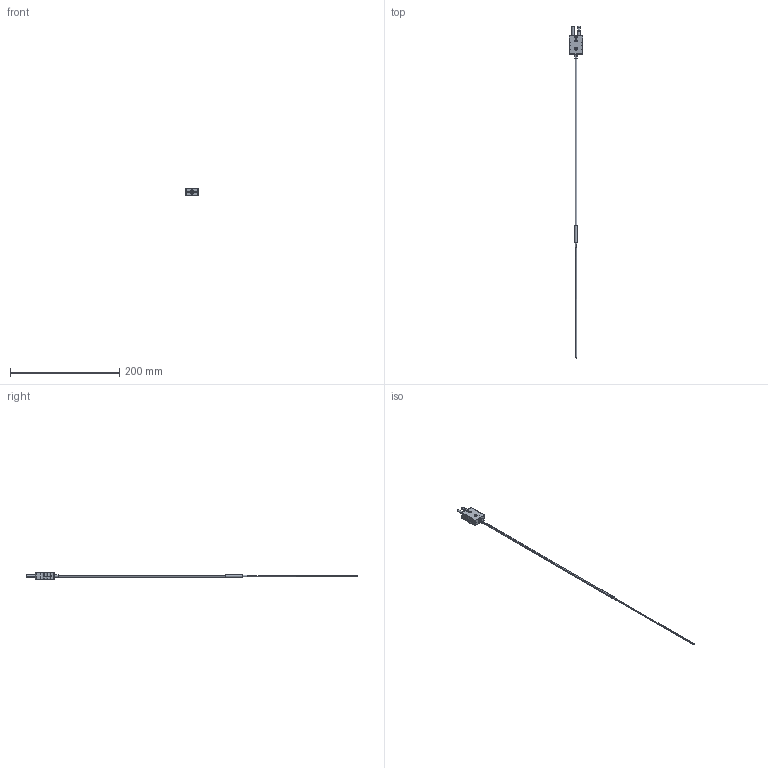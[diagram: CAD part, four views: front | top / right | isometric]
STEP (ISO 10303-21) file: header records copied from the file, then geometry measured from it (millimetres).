
FILE_DESCRIPTION (( 'STEP AP214' ), '1' );
FILE_NAME ('16-0001-ALSC.STEP', '2024-06-10T11:38:35', ( '' ), ( '' ), 'SwSTEP 2.0', 'SolidWorks 2022', '' );
FILE_SCHEMA (( 'AUTOMOTIVE_DESIGN' ));
Length unit declared in the file: millimetre
Products named in the file (11): Minus-Stift; 16-0102xx-BL20_D2; SC-Deckel; Standard-Stecker_Körper; plus-stift; 16-0001-ALSC; quetchhülse 3mm_D3; Standard-Stecker_Standard; AGL; 26-110103-39-22; Schraube
Assembly tree (10 placements, depth 3):
  16-0001-ALSC
    Standard-Stecker_Standard
      Minus-Stift
      Standard-Stecker_Körper
      SC-Deckel
      Schraube
      plus-stift
    16-0102xx-BL20_D2
    26-110103-39-22
    AGL
    quetchhülse 3mm_D3
Bounding box: 25 x 608.8 x 12.5 mm (x, y, z)
Volume: 13903.7 mm3; surface area: 15945 mm2
Topology: 9 solids, 9 shells, 237 faces, 577 edges, 367 vertices
Faces by surface type: cylinder 103, plane 96, torus 22, cone 14, sphere 2
Entity records: 7574 total; most frequent: CARTESIAN_POINT 1439, DIRECTION 1252, ORIENTED_EDGE 1150, EDGE_CURVE 575, AXIS2_PLACEMENT_3D 474, VERTEX_POINT 367, VECTOR 304, LINE 304
